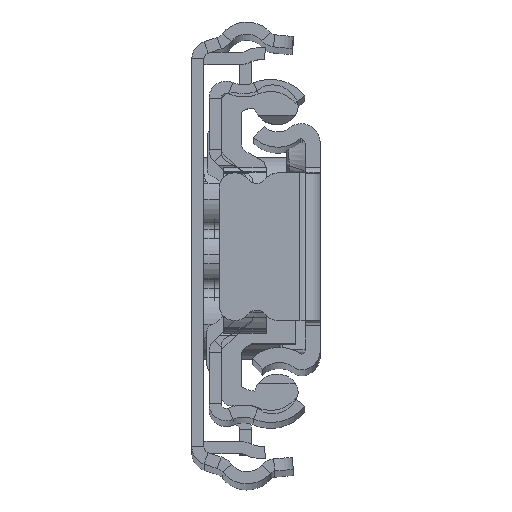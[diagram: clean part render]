
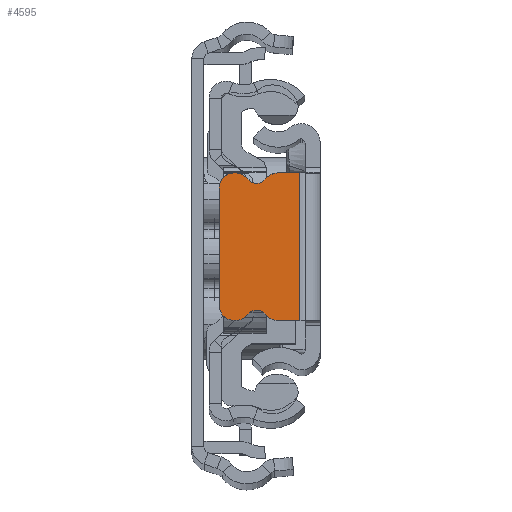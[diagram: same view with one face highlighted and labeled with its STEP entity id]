
A CAD part, top view. The second image highlights one B-rep face of the part: STEP entity #4595.
In plain terms, the highlighted planar face has unit normal (0, 0, 1).
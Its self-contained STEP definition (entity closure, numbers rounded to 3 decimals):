
#298 = CARTESIAN_POINT ( 'NONE',  ( 0., 0., 0. ) ) ;
#632 = CARTESIAN_POINT ( 'NONE',  ( 0., 7.3, 0. ) ) ;
#877 = VERTEX_POINT ( 'NONE', #1067 ) ;
#1022 = FACE_OUTER_BOUND ( 'NONE', #8117, .T. ) ;
#1067 = CARTESIAN_POINT ( 'NONE',  ( -10., -5.8, 0. ) ) ;
#1116 = CARTESIAN_POINT ( 'NONE',  ( -8.5, -7.3, 0. ) ) ;
#1187 = VERTEX_POINT ( 'NONE', #14084 ) ;
#1685 = VERTEX_POINT ( 'NONE', #8666 ) ;
#1770 = CIRCLE ( 'NONE', #19331, 1.5 ) ;
#1839 = CARTESIAN_POINT ( 'NONE',  ( -2., -7.3, 0. ) ) ;
#1920 = EDGE_CURVE ( 'NONE', #1942, #10802, #9059, .T. ) ;
#1942 = VERTEX_POINT ( 'NONE', #16721 ) ;
#2072 = AXIS2_PLACEMENT_3D ( 'NONE', #9159, #22490, #16969 ) ;
#3778 = DIRECTION ( 'NONE',  ( 0., 0., 1. ) ) ;
#4049 = CARTESIAN_POINT ( 'NONE',  ( 0., -7.3, 0. ) ) ;
#4158 = DIRECTION ( 'NONE',  ( -1., 0., 0. ) ) ;
#4236 = CARTESIAN_POINT ( 'NONE',  ( -10., 5.8, 0. ) ) ;
#4265 = ORIENTED_EDGE ( 'NONE', *, *, #1920, .T. ) ;
#4349 = AXIS2_PLACEMENT_3D ( 'NONE', #16567, #12209, #18346 ) ;
#4595 = ADVANCED_FACE ( 'NONE', ( #1022 ), #8810, .F. ) ;
#4799 = ORIENTED_EDGE ( 'NONE', *, *, #7011, .T. ) ;
#4925 = VERTEX_POINT ( 'NONE', #8648 ) ;
#5001 = LINE ( 'NONE', #16144, #14610 ) ;
#5050 = CARTESIAN_POINT ( 'NONE',  ( -5.413, 6.706, 0. ) ) ;
#5328 = CARTESIAN_POINT ( 'NONE',  ( -4.218, -5.8, 0. ) ) ;
#5360 = VERTEX_POINT ( 'NONE', #8371 ) ;
#5568 = DIRECTION ( 'NONE',  ( 0., 0., 1. ) ) ;
#5582 = DIRECTION ( 'NONE',  ( 0., 0., 1. ) ) ;
#5792 = CARTESIAN_POINT ( 'NONE',  ( -6.29, 7.37, 0. ) ) ;
#5858 = DIRECTION ( 'NONE',  ( 1., 0., 0. ) ) ;
#5989 = LINE ( 'NONE', #4049, #10623 ) ;
#5995 = CIRCLE ( 'NONE', #4349, 1.5 ) ;
#6250 = EDGE_CURVE ( 'NONE', #5360, #13473, #22520, .T. ) ;
#6330 = VECTOR ( 'NONE', #14571, 1000. ) ;
#6721 = ORIENTED_EDGE ( 'NONE', *, *, #23187, .F. ) ;
#6791 = VECTOR ( 'NONE', #24733, 1000. ) ;
#6884 = DIRECTION ( 'NONE',  ( -1., 0., 0. ) ) ;
#6889 = DIRECTION ( 'NONE',  ( -1., 0., 0. ) ) ;
#6979 = VECTOR ( 'NONE', #6889, 1000. ) ;
#7011 = EDGE_CURVE ( 'NONE', #20339, #12211, #18813, .T. ) ;
#7312 = EDGE_CURVE ( 'NONE', #1187, #1685, #24321, .T. ) ;
#7445 = AXIS2_PLACEMENT_3D ( 'NONE', #10703, #22497, #14427 ) ;
#8117 = EDGE_LOOP ( 'NONE', ( #24195, #18774, #18382, #10026, #4799, #13890, #8783, #4265, #21797, #15389, #20498, #21534, #6721, #14748 ) ) ;
#8371 = CARTESIAN_POINT ( 'NONE',  ( -8.362, 7.3, 0. ) ) ;
#8621 = CIRCLE ( 'NONE', #18837, 1.1 ) ;
#8648 = CARTESIAN_POINT ( 'NONE',  ( -7.167, -6.706, 0. ) ) ;
#8664 = AXIS2_PLACEMENT_3D ( 'NONE', #5328, #5582, #17225 ) ;
#8666 = CARTESIAN_POINT ( 'NONE',  ( -4.218, 7.3, 0. ) ) ;
#8783 = ORIENTED_EDGE ( 'NONE', *, *, #22712, .F. ) ;
#8810 = PLANE ( 'NONE',  #25322 ) ;
#8871 = EDGE_CURVE ( 'NONE', #877, #20339, #19865, .T. ) ;
#9059 = CIRCLE ( 'NONE', #8664, 1.5 ) ;
#9159 = CARTESIAN_POINT ( 'NONE',  ( -6.29, -7.37, 0. ) ) ;
#9191 = EDGE_CURVE ( 'NONE', #1685, #10429, #5995, .T. ) ;
#9562 = LINE ( 'NONE', #17367, #22324 ) ;
#9703 = CARTESIAN_POINT ( 'NONE',  ( -7.167, 6.706, 0. ) ) ;
#10026 = ORIENTED_EDGE ( 'NONE', *, *, #8871, .T. ) ;
#10120 = EDGE_CURVE ( 'NONE', #13473, #13046, #1770, .T. ) ;
#10429 = VERTEX_POINT ( 'NONE', #5050 ) ;
#10600 = CARTESIAN_POINT ( 'NONE',  ( -4.218, -7.3, 0. ) ) ;
#10623 = VECTOR ( 'NONE', #5858, 1000. ) ;
#10703 = CARTESIAN_POINT ( 'NONE',  ( -8.362, 5.8, 0. ) ) ;
#10802 = VERTEX_POINT ( 'NONE', #10600 ) ;
#12209 = DIRECTION ( 'NONE',  ( 0., 0., 1. ) ) ;
#12211 = VERTEX_POINT ( 'NONE', #23651 ) ;
#12362 = CARTESIAN_POINT ( 'NONE',  ( -8.5, 7.3, 0. ) ) ;
#13046 = VERTEX_POINT ( 'NONE', #4236 ) ;
#13473 = VERTEX_POINT ( 'NONE', #12362 ) ;
#13890 = ORIENTED_EDGE ( 'NONE', *, *, #17074, .T. ) ;
#13969 = DIRECTION ( 'NONE',  ( 0., 0., -1. ) ) ;
#14084 = CARTESIAN_POINT ( 'NONE',  ( -2., 7.3, 0. ) ) ;
#14427 = DIRECTION ( 'NONE',  ( -1., 0., 0. ) ) ;
#14571 = DIRECTION ( 'NONE',  ( -1., 0., 0. ) ) ;
#14610 = VECTOR ( 'NONE', #23973, 1000. ) ;
#14748 = ORIENTED_EDGE ( 'NONE', *, *, #24265, .T. ) ;
#15157 = EDGE_CURVE ( 'NONE', #10802, #23133, #5989, .T. ) ;
#15294 = DIRECTION ( 'NONE',  ( -1., 0., 0. ) ) ;
#15389 = ORIENTED_EDGE ( 'NONE', *, *, #18943, .F. ) ;
#16144 = CARTESIAN_POINT ( 'NONE',  ( -10., 0., 0. ) ) ;
#16567 = CARTESIAN_POINT ( 'NONE',  ( -4.218, 5.8, 0. ) ) ;
#16721 = CARTESIAN_POINT ( 'NONE',  ( -5.413, -6.706, 0. ) ) ;
#16969 = DIRECTION ( 'NONE',  ( -1., 0., 0. ) ) ;
#17062 = DIRECTION ( 'NONE',  ( 0., 0., 1. ) ) ;
#17074 = EDGE_CURVE ( 'NONE', #12211, #4925, #23493, .T. ) ;
#17225 = DIRECTION ( 'NONE',  ( -1., 0., 0. ) ) ;
#17367 = CARTESIAN_POINT ( 'NONE',  ( -2., -7.3, 0. ) ) ;
#18223 = AXIS2_PLACEMENT_3D ( 'NONE', #25049, #5568, #24674 ) ;
#18278 = EDGE_CURVE ( 'NONE', #13046, #877, #5001, .T. ) ;
#18346 = DIRECTION ( 'NONE',  ( -1., 0., 0. ) ) ;
#18382 = ORIENTED_EDGE ( 'NONE', *, *, #18278, .T. ) ;
#18774 = ORIENTED_EDGE ( 'NONE', *, *, #10120, .T. ) ;
#18813 = LINE ( 'NONE', #22929, #6791 ) ;
#18837 = AXIS2_PLACEMENT_3D ( 'NONE', #5792, #17062, #25021 ) ;
#18887 = CIRCLE ( 'NONE', #7445, 1.5 ) ;
#18943 = EDGE_CURVE ( 'NONE', #1187, #23133, #9562, .T. ) ;
#19331 = AXIS2_PLACEMENT_3D ( 'NONE', #19526, #3778, #4158 ) ;
#19503 = CARTESIAN_POINT ( 'NONE',  ( -8.362, -5.8, 0. ) ) ;
#19526 = CARTESIAN_POINT ( 'NONE',  ( -8.5, 5.8, 0. ) ) ;
#19624 = CIRCLE ( 'NONE', #2072, 1.1 ) ;
#19865 = CIRCLE ( 'NONE', #18223, 1.5 ) ;
#20339 = VERTEX_POINT ( 'NONE', #1116 ) ;
#20498 = ORIENTED_EDGE ( 'NONE', *, *, #7312, .T. ) ;
#20618 = AXIS2_PLACEMENT_3D ( 'NONE', #19503, #21292, #15294 ) ;
#21292 = DIRECTION ( 'NONE',  ( 0., 0., 1. ) ) ;
#21534 = ORIENTED_EDGE ( 'NONE', *, *, #9191, .T. ) ;
#21797 = ORIENTED_EDGE ( 'NONE', *, *, #15157, .T. ) ;
#22324 = VECTOR ( 'NONE', #25204, 1000. ) ;
#22490 = DIRECTION ( 'NONE',  ( 0., 0., 1. ) ) ;
#22497 = DIRECTION ( 'NONE',  ( 0., 0., 1. ) ) ;
#22520 = LINE ( 'NONE', #24446, #6979 ) ;
#22712 = EDGE_CURVE ( 'NONE', #1942, #4925, #19624, .T. ) ;
#22929 = CARTESIAN_POINT ( 'NONE',  ( 0., -7.3, 0. ) ) ;
#23133 = VERTEX_POINT ( 'NONE', #1839 ) ;
#23187 = EDGE_CURVE ( 'NONE', #25296, #10429, #8621, .T. ) ;
#23493 = CIRCLE ( 'NONE', #20618, 1.5 ) ;
#23651 = CARTESIAN_POINT ( 'NONE',  ( -8.362, -7.3, 0. ) ) ;
#23973 = DIRECTION ( 'NONE',  ( 0., -1., 0. ) ) ;
#24195 = ORIENTED_EDGE ( 'NONE', *, *, #6250, .T. ) ;
#24265 = EDGE_CURVE ( 'NONE', #25296, #5360, #18887, .T. ) ;
#24321 = LINE ( 'NONE', #632, #6330 ) ;
#24446 = CARTESIAN_POINT ( 'NONE',  ( 0., 7.3, 0. ) ) ;
#24674 = DIRECTION ( 'NONE',  ( -1., 0., 0. ) ) ;
#24733 = DIRECTION ( 'NONE',  ( 1., 0., 0. ) ) ;
#25021 = DIRECTION ( 'NONE',  ( 1., 0., 0. ) ) ;
#25049 = CARTESIAN_POINT ( 'NONE',  ( -8.5, -5.8, 0. ) ) ;
#25204 = DIRECTION ( 'NONE',  ( 0., -1., 0. ) ) ;
#25296 = VERTEX_POINT ( 'NONE', #9703 ) ;
#25322 = AXIS2_PLACEMENT_3D ( 'NONE', #298, #13969, #6884 ) ;
